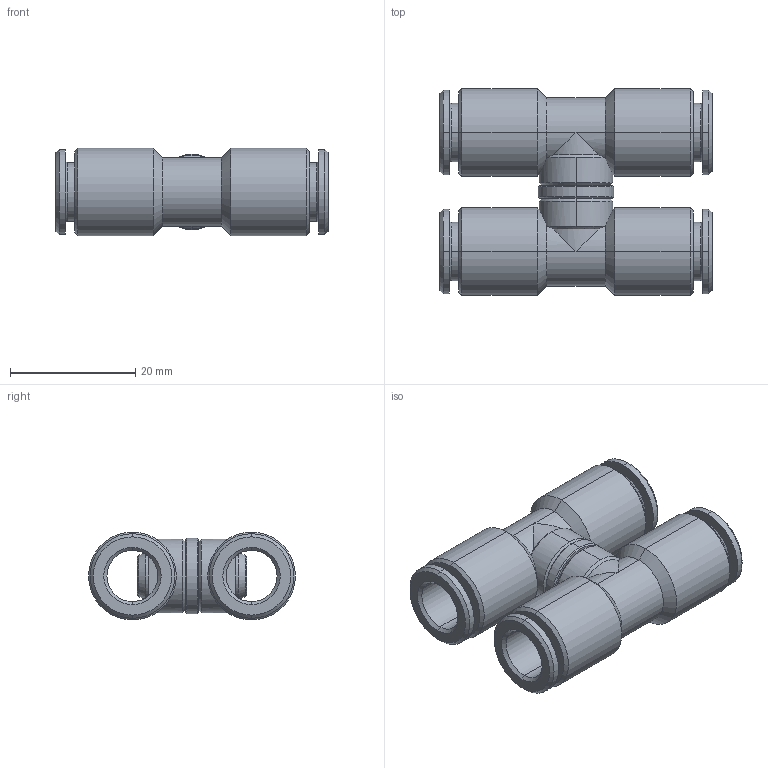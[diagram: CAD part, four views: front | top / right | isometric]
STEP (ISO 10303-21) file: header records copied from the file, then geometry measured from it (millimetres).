
FILE_DESCRIPTION (( 'STEP AP203' ), '1' );
FILE_NAME ('B0360040.STEP', '2011-04-29T07:12:28', ( 'UT1' ), ( 'sopra-pneumatic' ), 'SwSTEP 2.0', 'SolidWorks 2009', '' );
FILE_SCHEMA (( 'CONFIG_CONTROL_DESIGN' ));
Length unit declared in the file: millimetre
Products named in the file (1): B0360040
Bounding box: 43.4 x 33 x 14 mm (x, y, z)
Volume: 7768.2 mm3; surface area: 7340.2 mm2
Topology: 1 solids, 1 shells, 166 faces, 368 edges, 216 vertices
Faces by surface type: cylinder 62, cone 62, plane 42
Entity records: 4745 total; most frequent: CARTESIAN_POINT 941, DIRECTION 840, ORIENTED_EDGE 736, EDGE_CURVE 368, AXIS2_PLACEMENT_3D 335, VERTEX_POINT 216, EDGE_LOOP 184, VECTOR 170
